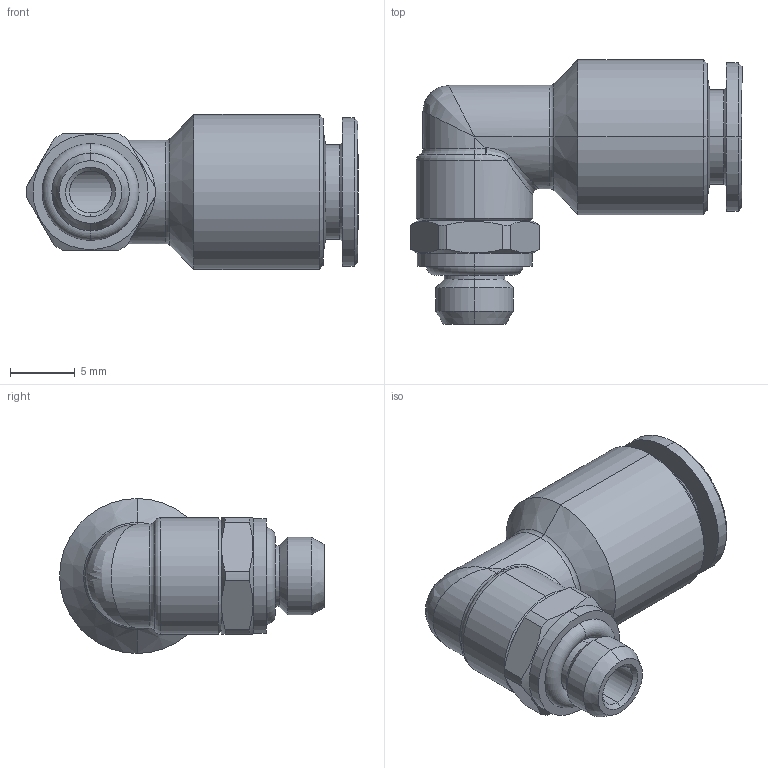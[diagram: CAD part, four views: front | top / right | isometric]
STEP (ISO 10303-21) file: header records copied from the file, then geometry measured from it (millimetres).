
FILE_DESCRIPTION (( 'STEP AP203' ), '1' );
FILE_NAME ('A0060130.STEP', '2009-01-16T16:21:35', ( 'UT1' ), ( 'sopra-pneumatic' ), 'SwSTEP 2.0', 'SolidWorks 2008', '' );
FILE_SCHEMA (( 'CONFIG_CONTROL_DESIGN' ));
Length unit declared in the file: millimetre
Products named in the file (1): A0060130
Bounding box: 25.7 x 20.5 x 12 mm (x, y, z)
Volume: 1851.8 mm3; surface area: 1843 mm2
Topology: 1 solids, 1 shells, 87 faces, 195 edges, 113 vertices
Faces by surface type: cylinder 31, cone 26, plane 14, torus 10, bspline 6
Entity records: 2863 total; most frequent: CARTESIAN_POINT 887, DIRECTION 418, ORIENTED_EDGE 386, EDGE_CURVE 193, AXIS2_PLACEMENT_3D 178, VERTEX_POINT 113, CIRCLE 96, EDGE_LOOP 94
